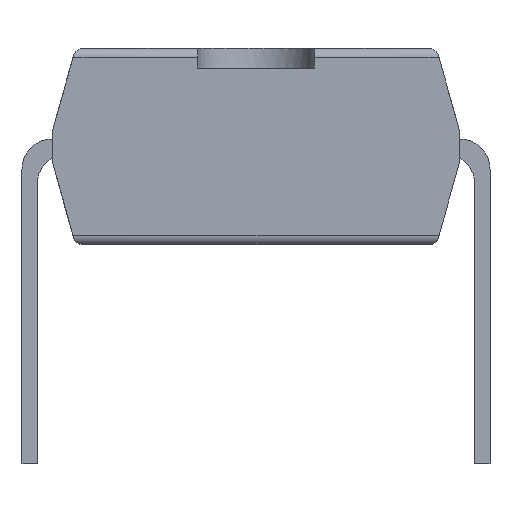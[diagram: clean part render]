
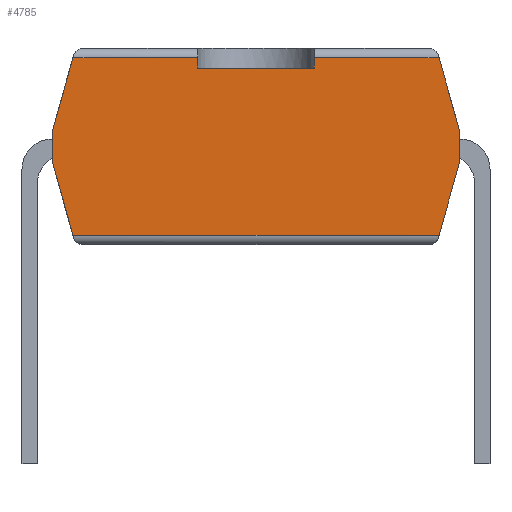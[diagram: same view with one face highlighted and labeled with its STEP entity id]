
A CAD part, left-side view. The second image highlights one B-rep face of the part: STEP entity #4785.
In plain terms, the highlighted planar face has unit normal (-1, 0, 0).
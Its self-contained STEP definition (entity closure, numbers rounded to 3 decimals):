
#257=PLANE('',#5137);
#496=FACE_OUTER_BOUND('',#741,.T.);
#741=EDGE_LOOP('',(#4426,#4427,#4428,#4429,#4430,#4431,#4432,#4433,#4434,
#4435,#4436,#4437));
#1319=LINE('',#7712,#1916);
#1325=LINE('',#7730,#1922);
#1328=LINE('',#7736,#1925);
#1329=LINE('',#7738,#1926);
#1330=LINE('',#7740,#1927);
#1331=LINE('',#7742,#1928);
#1332=LINE('',#7744,#1929);
#1333=LINE('',#7746,#1930);
#1334=LINE('',#7748,#1931);
#1335=LINE('',#7750,#1932);
#1336=LINE('',#7752,#1933);
#1337=LINE('',#7753,#1934);
#1916=VECTOR('',#6322,10.);
#1922=VECTOR('',#6342,10.);
#1925=VECTOR('',#6347,10.);
#1926=VECTOR('',#6348,10.);
#1927=VECTOR('',#6349,10.);
#1928=VECTOR('',#6350,10.);
#1929=VECTOR('',#6351,10.);
#1930=VECTOR('',#6352,10.);
#1931=VECTOR('',#6353,10.);
#1932=VECTOR('',#6354,10.);
#1933=VECTOR('',#6355,10.);
#1934=VECTOR('',#6356,10.);
#2439=VERTEX_POINT('',#7710);
#2440=VERTEX_POINT('',#7711);
#2445=VERTEX_POINT('',#7729);
#2447=VERTEX_POINT('',#7735);
#2448=VERTEX_POINT('',#7737);
#2449=VERTEX_POINT('',#7739);
#2450=VERTEX_POINT('',#7741);
#2451=VERTEX_POINT('',#7743);
#2452=VERTEX_POINT('',#7745);
#2453=VERTEX_POINT('',#7747);
#2454=VERTEX_POINT('',#7749);
#2455=VERTEX_POINT('',#7751);
#3101=EDGE_CURVE('',#2439,#2440,#1319,.T.);
#3111=EDGE_CURVE('',#2445,#2440,#1325,.T.);
#3114=EDGE_CURVE('',#2439,#2447,#1328,.T.);
#3115=EDGE_CURVE('',#2447,#2448,#1329,.T.);
#3116=EDGE_CURVE('',#2448,#2449,#1330,.T.);
#3117=EDGE_CURVE('',#2450,#2449,#1331,.T.);
#3118=EDGE_CURVE('',#2450,#2451,#1332,.T.);
#3119=EDGE_CURVE('',#2451,#2452,#1333,.T.);
#3120=EDGE_CURVE('',#2452,#2453,#1334,.T.);
#3121=EDGE_CURVE('',#2454,#2453,#1335,.T.);
#3122=EDGE_CURVE('',#2454,#2455,#1336,.T.);
#3123=EDGE_CURVE('',#2445,#2455,#1337,.T.);
#4426=ORIENTED_EDGE('',*,*,#3101,.F.);
#4427=ORIENTED_EDGE('',*,*,#3114,.T.);
#4428=ORIENTED_EDGE('',*,*,#3115,.T.);
#4429=ORIENTED_EDGE('',*,*,#3116,.T.);
#4430=ORIENTED_EDGE('',*,*,#3117,.F.);
#4431=ORIENTED_EDGE('',*,*,#3118,.T.);
#4432=ORIENTED_EDGE('',*,*,#3119,.T.);
#4433=ORIENTED_EDGE('',*,*,#3120,.T.);
#4434=ORIENTED_EDGE('',*,*,#3121,.F.);
#4435=ORIENTED_EDGE('',*,*,#3122,.T.);
#4436=ORIENTED_EDGE('',*,*,#3123,.F.);
#4437=ORIENTED_EDGE('',*,*,#3111,.T.);
#4785=ADVANCED_FACE('',(#496),#257,.T.);
#5137=AXIS2_PLACEMENT_3D('',#7734,#6345,#6346);
#6322=DIRECTION('',(0.,1.,0.));
#6342=DIRECTION('',(0.,-0.271,-0.963));
#6345=DIRECTION('center_axis',(-1.,0.,0.));
#6346=DIRECTION('ref_axis',(0.,-1.,0.));
#6347=DIRECTION('',(0.,-0.271,0.963));
#6348=DIRECTION('',(0.,0.,1.));
#6349=DIRECTION('',(0.,0.271,0.963));
#6350=DIRECTION('',(0.,-1.,0.));
#6351=DIRECTION('',(0.,0.,-1.));
#6352=DIRECTION('',(0.,1.,0.));
#6353=DIRECTION('',(0.,0.,1.));
#6354=DIRECTION('',(0.,-1.,0.));
#6355=DIRECTION('',(0.,0.271,-0.963));
#6356=DIRECTION('',(0.,0.,1.));
#7710=CARTESIAN_POINT('',(-9.017,-3.08,0.738));
#7711=CARTESIAN_POINT('',(-9.017,3.08,0.738));
#7712=CARTESIAN_POINT('',(-9.017,1.715,0.738));
#7729=CARTESIAN_POINT('',(-9.017,3.429,1.978));
#7730=CARTESIAN_POINT('',(-9.017,3.247,1.331));
#7734=CARTESIAN_POINT('Origin',(-9.017,3.429,0.581));
#7735=CARTESIAN_POINT('',(-9.017,-3.429,1.978));
#7736=CARTESIAN_POINT('',(-9.017,-2.797,-0.263));
#7737=CARTESIAN_POINT('',(-9.017,-3.429,2.486));
#7738=CARTESIAN_POINT('',(-9.017,-3.429,0.581));
#7739=CARTESIAN_POINT('',(-9.017,-3.08,3.726));
#7740=CARTESIAN_POINT('',(-9.017,-3.425,2.499));
#7741=CARTESIAN_POINT('',(-9.017,-0.984,3.726));
#7742=CARTESIAN_POINT('',(-9.017,1.715,3.726));
#7743=CARTESIAN_POINT('',(-9.017,-0.984,3.553));
#7744=CARTESIAN_POINT('',(-9.017,-0.984,3.883));
#7745=CARTESIAN_POINT('',(-9.017,0.984,3.553));
#7746=CARTESIAN_POINT('',(-9.017,1.715,3.553));
#7747=CARTESIAN_POINT('',(-9.017,0.984,3.726));
#7748=CARTESIAN_POINT('',(-9.017,0.984,3.883));
#7749=CARTESIAN_POINT('',(-9.017,3.08,3.726));
#7750=CARTESIAN_POINT('',(-9.017,1.715,3.726));
#7751=CARTESIAN_POINT('',(-9.017,3.429,2.486));
#7752=CARTESIAN_POINT('',(-9.017,3.481,2.302));
#7753=CARTESIAN_POINT('',(-9.017,3.429,0.581));
